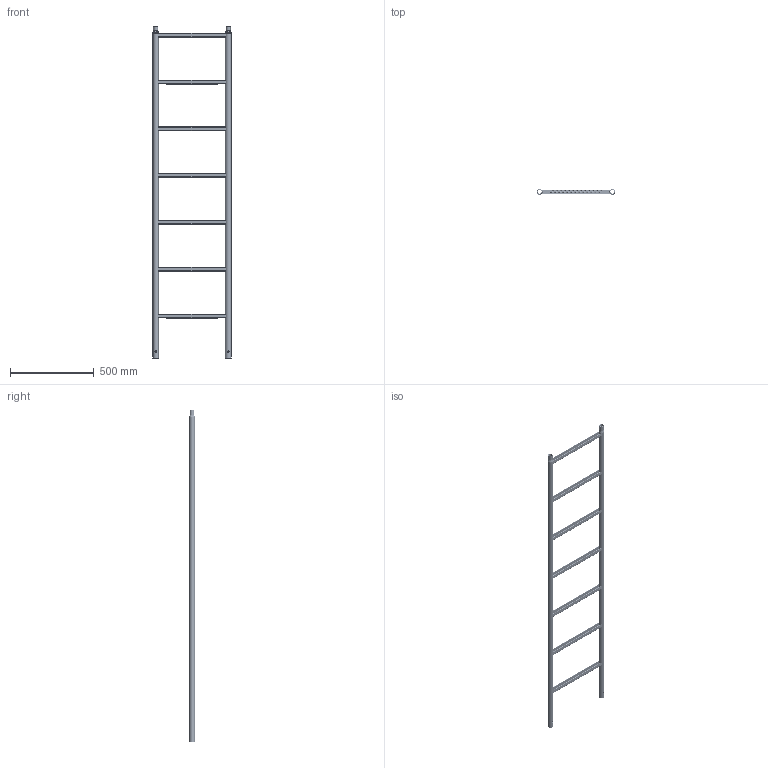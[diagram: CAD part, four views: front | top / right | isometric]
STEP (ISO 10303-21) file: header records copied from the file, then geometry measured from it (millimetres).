
FILE_DESCRIPTION (( 'STEP AP203' ), '1' );
FILE_NAME ('5285000007.STEP', '2024-04-24T13:38:00', ( '' ), ( '' ), 'SwSTEP 2.0', 'SolidWorks 2022', '' );
FILE_SCHEMA (( 'CONFIG_CONTROL_DESIGN' ));
Products named in the file (1): 5285000007
Bounding box: 467.7 x 33.7 x 1986 mm (x, y, z)
Volume: 1143842.7 mm3; surface area: 1174177.4 mm2
Topology: 9 solids, 9 shells, 3377 faces, 9373 edges, 5706 vertices
Faces by surface type: cone 1100, torus 744, plane 690, cylinder 675, bspline 168
Entity records: 122880 total; most frequent: CARTESIAN_POINT 33011, DIRECTION 20377, ORIENTED_EDGE 18746, EDGE_CURVE 9373, AXIS2_PLACEMENT_3D 8440, VERTEX_POINT 5706, CIRCLE 5230, EDGE_LOOP 3809
